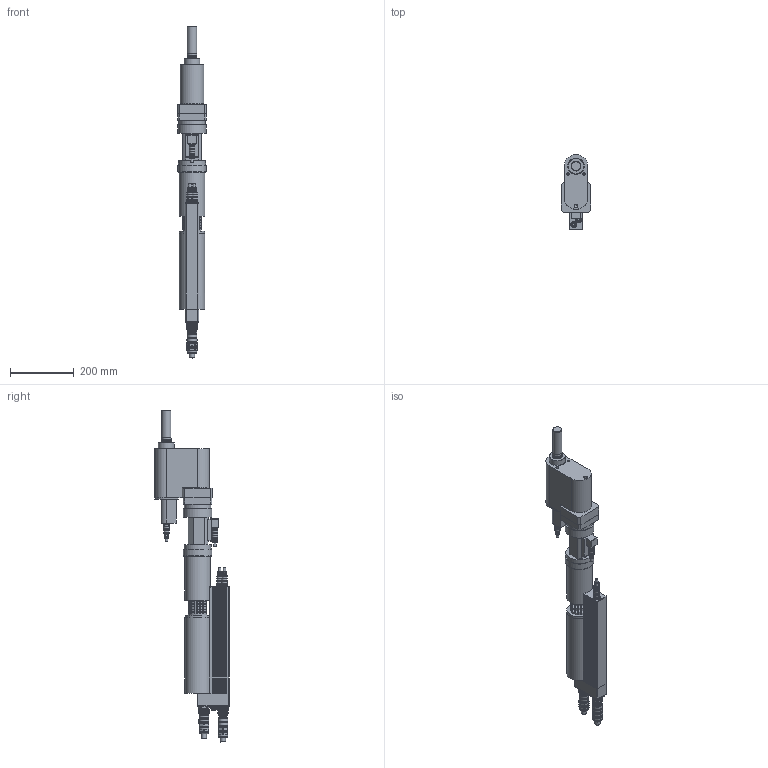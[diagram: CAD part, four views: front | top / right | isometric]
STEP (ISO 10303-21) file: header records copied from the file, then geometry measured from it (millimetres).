
FILE_DESCRIPTION((''),'2;1');
FILE_NAME('947608A8_IAM_001.stp','2012-09-05T18:12:44',('a6b63'),(''),'Autodesk Inventor 11','Autodesk Inventor 11','');
FILE_SCHEMA(('AUTOMOTIVE_DESIGN { 1 0 10303 214 1 1 1 1 }'));
Length unit declared in the file: millimetre
Products named in the file (7): 947608A8_IAM_001; 4VK4B_IPT_001.ipt_Versetzter Abtrieb; 4KXB_IPT_001; 4BTS-4BXA_IPT_001.ipt_Motor und Getriebe; 961089-002_IPT_002.ipt_Stecker gerade; 961104-005_IPT_002.ipt_Stecker gerade; 961104-005_IPT_001.ipt_Stecker gerade
Assembly tree (9 placements, depth 2):
  947608A8_IAM_001
    4VK4B_IPT_001.ipt_Versetzter Abtrieb
    4KXB_IPT_001
    4BTS-4BXA_IPT_001.ipt_Motor und Getriebe
    961089-002_IPT_002.ipt_Stecker gerade  x4
    961104-005_IPT_002.ipt_Stecker gerade
    961104-005_IPT_001.ipt_Stecker gerade
Bounding box: 92.5 x 234.11 x 1043.2 mm (x, y, z)
Volume: 6297177.7 mm3; surface area: 471585.3 mm2
Topology: 9 solids, 9 shells, 928 faces, 2141 edges, 1352 vertices
Faces by surface type: plane 592, cylinder 259, cone 47, torus 22, bspline 8
Full cylindrical faces by diameter (mm): 5.5 x4, 8 x4, 12 x1, 13 x1, 13.4 x4, 13.5 x2, 14 x20, 14.2 x4, 15.5 x1, 16 x13, 16.5 x2, 17.5 x1, 17.587 x8, 18 x7, 18.7 x8, 20 x6, 22.5 x2, 24 x1, 25 x1, 25.5 x1, 26.4 x1, 27.047 x1, 27.5 x1, 28 x2, 28.5 x1, 28.8 x1, 29 x1, 29.4 x3, 29.5 x2, 29.8 x4
Entity records: 22694 total; most frequent: CARTESIAN_POINT 4564, DIRECTION 3675, ORIENTED_EDGE 3578, EDGE_CURVE 1789, AXIS2_PLACEMENT_3D 1309, VERTEX_POINT 1224, EDGE_LOOP 1063, VECTOR 1057
